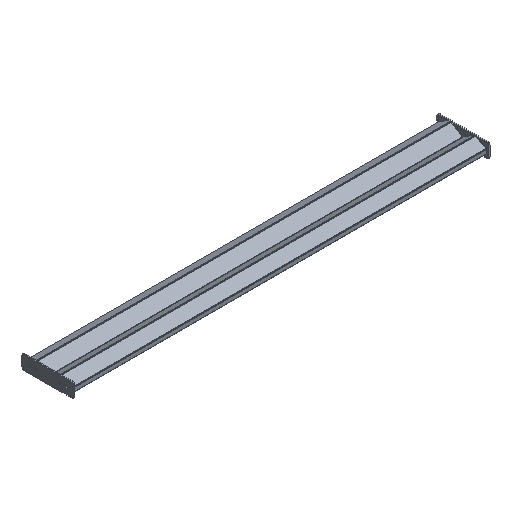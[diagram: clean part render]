
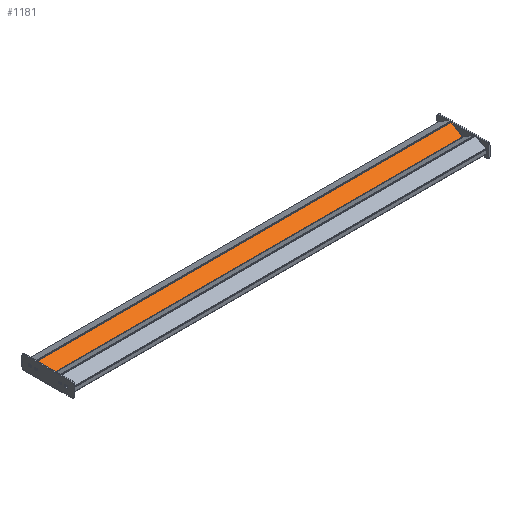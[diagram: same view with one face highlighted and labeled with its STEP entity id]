
A CAD part, isometric view. The second image highlights one B-rep face of the part: STEP entity #1181.
In plain terms, the highlighted planar face has unit normal (0, -0.545, 0.839).
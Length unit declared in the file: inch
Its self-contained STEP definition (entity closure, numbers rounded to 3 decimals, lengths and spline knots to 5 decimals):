
#71 = VERTEX_POINT ( 'NONE', #1838 ) ;
#88 = CARTESIAN_POINT ( 'NONE',  ( 51.75, 3.03121, 1.96849 ) ) ;
#90 = EDGE_CURVE ( 'NONE', #920, #1602, #966, .T. ) ;
#112 = CARTESIAN_POINT ( 'NONE',  ( 51.75, 2.89757, 1.88171 ) ) ;
#203 = DIRECTION ( 'NONE',  ( -1., 0., 0. ) ) ;
#265 = CARTESIAN_POINT ( 'NONE',  ( -51.75, 3.03121, 1.96849 ) ) ;
#298 = EDGE_CURVE ( 'NONE', #1602, #71, #2122, .T. ) ;
#342 = CARTESIAN_POINT ( 'NONE',  ( 51.75, 2.89757, 1.88171 ) ) ;
#419 = EDGE_CURVE ( 'NONE', #2233, #71, #1474, .T. ) ;
#508 = VECTOR ( 'NONE', #561, 39.37008 ) ;
#561 = DIRECTION ( 'NONE',  ( -1., 0., 0. ) ) ;
#570 = LINE ( 'NONE', #342, #508 ) ;
#844 = PLANE ( 'NONE',  #2141 ) ;
#853 = DIRECTION ( 'NONE',  ( 0., 0.545, -0.839 ) ) ;
#863 = DIRECTION ( 'NONE',  ( 0., -0.839, -0.545 ) ) ;
#891 = ORIENTED_EDGE ( 'NONE', *, *, #419, .T. ) ;
#920 = VERTEX_POINT ( 'NONE', #112 ) ;
#966 = LINE ( 'NONE', #88, #1464 ) ;
#1035 = ORIENTED_EDGE ( 'NONE', *, *, #298, .F. ) ;
#1181 = ADVANCED_FACE ( 'NONE', ( #1402 ), #844, .F. ) ;
#1282 = CARTESIAN_POINT ( 'NONE',  ( 51.75, 0.08496, 0.05518 ) ) ;
#1326 = CARTESIAN_POINT ( 'NONE',  ( -51.75, 2.89757, 1.88171 ) ) ;
#1402 = FACE_OUTER_BOUND ( 'NONE', #1626, .T. ) ;
#1464 = VECTOR ( 'NONE', #863, 39.37008 ) ;
#1474 = LINE ( 'NONE', #265, #1840 ) ;
#1483 = DIRECTION ( 'NONE',  ( 0., -0.839, -0.545 ) ) ;
#1553 = CARTESIAN_POINT ( 'NONE',  ( 51.75, 3.03121, 1.96849 ) ) ;
#1602 = VERTEX_POINT ( 'NONE', #1282 ) ;
#1609 = VECTOR ( 'NONE', #203, 39.37008 ) ;
#1626 = EDGE_LOOP ( 'NONE', ( #891, #1035, #1741, #2115 ) ) ;
#1741 = ORIENTED_EDGE ( 'NONE', *, *, #90, .F. ) ;
#1802 = CARTESIAN_POINT ( 'NONE',  ( 51.75, 0.08496, 0.05518 ) ) ;
#1838 = CARTESIAN_POINT ( 'NONE',  ( -51.75, 0.08496, 0.05518 ) ) ;
#1840 = VECTOR ( 'NONE', #1483, 39.37008 ) ;
#2031 = EDGE_CURVE ( 'NONE', #920, #2233, #570, .T. ) ;
#2115 = ORIENTED_EDGE ( 'NONE', *, *, #2031, .T. ) ;
#2122 = LINE ( 'NONE', #1802, #1609 ) ;
#2141 = AXIS2_PLACEMENT_3D ( 'NONE', #1553, #853, #2263 ) ;
#2233 = VERTEX_POINT ( 'NONE', #1326 ) ;
#2263 = DIRECTION ( 'NONE',  ( 0., 0.839, 0.545 ) ) ;
